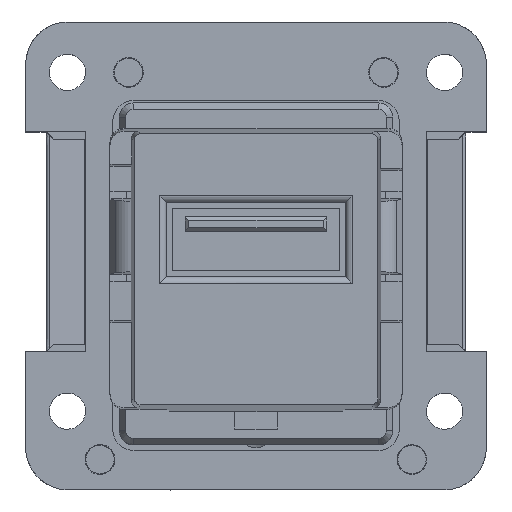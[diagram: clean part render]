
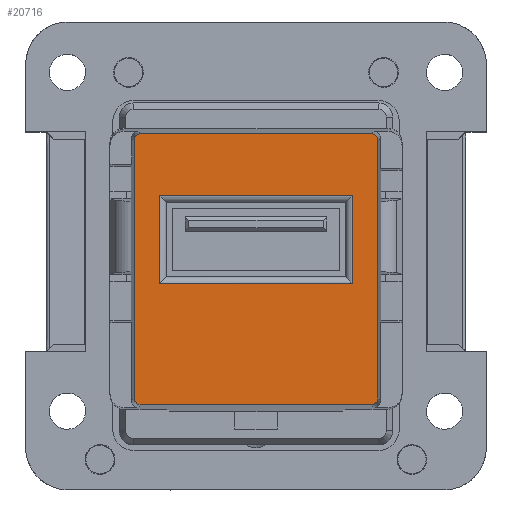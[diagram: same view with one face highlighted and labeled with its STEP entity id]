
A CAD part, top view. The second image highlights one B-rep face of the part: STEP entity #20716.
In plain terms, the highlighted planar face has unit normal (0, 0, 1).
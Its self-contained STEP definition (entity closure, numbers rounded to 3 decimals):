
#20612=AXIS2_PLACEMENT_3D('Plane Axis2P3D',#20609,#20610,#20611) ;
#15558=CARTESIAN_POINT('Vertex',(24.348,5.939,51.15)) ;
#15561=CARTESIAN_POINT('Line Origine',(16.25,5.939,51.15)) ;
#15565=CARTESIAN_POINT('Vertex',(8.152,5.939,51.15)) ;
#15699=CARTESIAN_POINT('Vertex',(8.152,25.071,51.15)) ;
#15702=CARTESIAN_POINT('Line Origine',(16.25,25.071,51.15)) ;
#15706=CARTESIAN_POINT('Vertex',(24.348,25.071,51.15)) ;
#20591=CARTESIAN_POINT('Vertex',(24.848,6.439,51.15)) ;
#20595=CARTESIAN_POINT('Control Point',(24.848,6.439,51.15)) ;
#20596=CARTESIAN_POINT('Control Point',(24.848,6.291,51.15)) ;
#20597=CARTESIAN_POINT('Control Point',(24.795,6.128,51.15)) ;
#20598=CARTESIAN_POINT('Control Point',(24.658,5.992,51.15)) ;
#20599=CARTESIAN_POINT('Control Point',(24.495,5.939,51.15)) ;
#20600=CARTESIAN_POINT('Control Point',(24.348,5.939,51.15)) ;
#20609=CARTESIAN_POINT('Axis2P3D Location',(16.25,15.505,51.15)) ;
#20615=CARTESIAN_POINT('Control Point',(8.152,5.939,51.15)) ;
#20616=CARTESIAN_POINT('Control Point',(8.094,5.939,51.15)) ;
#20617=CARTESIAN_POINT('Control Point',(8.033,5.947,51.15)) ;
#20618=CARTESIAN_POINT('Control Point',(7.972,5.966,51.15)) ;
#20619=CARTESIAN_POINT('Control Point',(7.855,6.024,51.15)) ;
#20620=CARTESIAN_POINT('Control Point',(7.761,6.117,51.15)) ;
#20621=CARTESIAN_POINT('Control Point',(7.722,6.172,51.15)) ;
#20622=CARTESIAN_POINT('Control Point',(7.679,6.259,51.15)) ;
#20623=CARTESIAN_POINT('Control Point',(7.659,6.351,51.15)) ;
#20624=CARTESIAN_POINT('Control Point',(7.655,6.38,51.15)) ;
#20625=CARTESIAN_POINT('Control Point',(7.652,6.41,51.15)) ;
#20626=CARTESIAN_POINT('Control Point',(7.652,6.439,51.15)) ;
#20627=CARTESIAN_POINT('Vertex',(7.652,6.439,51.15)) ;
#20630=CARTESIAN_POINT('Line Origine',(24.848,15.505,51.15)) ;
#20634=CARTESIAN_POINT('Vertex',(24.848,24.571,51.15)) ;
#20638=CARTESIAN_POINT('Control Point',(24.848,24.571,51.15)) ;
#20639=CARTESIAN_POINT('Control Point',(24.848,24.629,51.15)) ;
#20640=CARTESIAN_POINT('Control Point',(24.839,24.69,51.15)) ;
#20641=CARTESIAN_POINT('Control Point',(24.82,24.751,51.15)) ;
#20642=CARTESIAN_POINT('Control Point',(24.762,24.868,51.15)) ;
#20643=CARTESIAN_POINT('Control Point',(24.669,24.962,51.15)) ;
#20644=CARTESIAN_POINT('Control Point',(24.615,25.001,51.15)) ;
#20645=CARTESIAN_POINT('Control Point',(24.527,25.044,51.15)) ;
#20646=CARTESIAN_POINT('Control Point',(24.436,25.064,51.15)) ;
#20647=CARTESIAN_POINT('Control Point',(24.406,25.069,51.15)) ;
#20648=CARTESIAN_POINT('Control Point',(24.376,25.071,51.15)) ;
#20649=CARTESIAN_POINT('Control Point',(24.348,25.071,51.15)) ;
#20652=CARTESIAN_POINT('Control Point',(7.652,24.571,51.15)) ;
#20653=CARTESIAN_POINT('Control Point',(7.652,24.629,51.15)) ;
#20654=CARTESIAN_POINT('Control Point',(7.661,24.69,51.15)) ;
#20655=CARTESIAN_POINT('Control Point',(7.68,24.751,51.15)) ;
#20656=CARTESIAN_POINT('Control Point',(7.738,24.868,51.15)) ;
#20657=CARTESIAN_POINT('Control Point',(7.831,24.962,51.15)) ;
#20658=CARTESIAN_POINT('Control Point',(7.885,25.001,51.15)) ;
#20659=CARTESIAN_POINT('Control Point',(7.973,25.044,51.15)) ;
#20660=CARTESIAN_POINT('Control Point',(8.064,25.064,51.15)) ;
#20661=CARTESIAN_POINT('Control Point',(8.094,25.069,51.15)) ;
#20662=CARTESIAN_POINT('Control Point',(8.124,25.071,51.15)) ;
#20663=CARTESIAN_POINT('Control Point',(8.152,25.071,51.15)) ;
#20664=CARTESIAN_POINT('Vertex',(7.652,24.571,51.15)) ;
#20667=CARTESIAN_POINT('Line Origine',(7.652,15.505,51.15)) ;
#20682=CARTESIAN_POINT('Line Origine',(23.062,17.6,51.15)) ;
#20686=CARTESIAN_POINT('Vertex',(23.062,20.712,51.15)) ;
#20688=CARTESIAN_POINT('Vertex',(23.062,14.488,51.15)) ;
#20691=CARTESIAN_POINT('Line Origine',(16.25,14.488,51.15)) ;
#20695=CARTESIAN_POINT('Vertex',(9.438,14.488,51.15)) ;
#20698=CARTESIAN_POINT('Line Origine',(9.438,17.6,51.15)) ;
#20702=CARTESIAN_POINT('Vertex',(9.438,20.712,51.15)) ;
#20705=CARTESIAN_POINT('Line Origine',(16.25,20.712,51.15)) ;
#15562=DIRECTION('Vector Direction',(1.,0.,0.)) ;
#15703=DIRECTION('Vector Direction',(-1.,0.,0.)) ;
#20610=DIRECTION('Axis2P3D Direction',(0.,0.,1.)) ;
#20611=DIRECTION('Axis2P3D XDirection',(-1.,0.,0.)) ;
#20631=DIRECTION('Vector Direction',(0.,1.,0.)) ;
#20668=DIRECTION('Vector Direction',(0.,-1.,0.)) ;
#20683=DIRECTION('Vector Direction',(0.,-1.,0.)) ;
#20692=DIRECTION('Vector Direction',(-1.,0.,0.)) ;
#20699=DIRECTION('Vector Direction',(0.,1.,0.)) ;
#20706=DIRECTION('Vector Direction',(1.,0.,0.)) ;
#15563=VECTOR('Line Direction',#15562,1.) ;
#15704=VECTOR('Line Direction',#15703,1.) ;
#20632=VECTOR('Line Direction',#20631,1.) ;
#20669=VECTOR('Line Direction',#20668,1.) ;
#20684=VECTOR('Line Direction',#20683,1.) ;
#20693=VECTOR('Line Direction',#20692,1.) ;
#20700=VECTOR('Line Direction',#20699,1.) ;
#20707=VECTOR('Line Direction',#20706,1.) ;
#20673=ORIENTED_EDGE('',*,*,#20629,.F.) ;
#20674=ORIENTED_EDGE('',*,*,#15567,.T.) ;
#20675=ORIENTED_EDGE('',*,*,#20601,.F.) ;
#20676=ORIENTED_EDGE('',*,*,#20636,.T.) ;
#20677=ORIENTED_EDGE('',*,*,#20650,.T.) ;
#20678=ORIENTED_EDGE('',*,*,#15708,.T.) ;
#20679=ORIENTED_EDGE('',*,*,#20666,.F.) ;
#20680=ORIENTED_EDGE('',*,*,#20671,.T.) ;
#20711=ORIENTED_EDGE('',*,*,#20690,.T.) ;
#20712=ORIENTED_EDGE('',*,*,#20697,.T.) ;
#20713=ORIENTED_EDGE('',*,*,#20704,.T.) ;
#20714=ORIENTED_EDGE('',*,*,#20709,.T.) ;
#20715=FACE_BOUND('',#20710,.T.) ;
#20716=ADVANCED_FACE('Hauptk\X2\00F6\X0\rper',(#20681,#20715),#20613,.T.) ;
#20594=B_SPLINE_CURVE_WITH_KNOTS('',5,(#20595,#20596,#20597,#20598,#20599,#20600),.UNSPECIFIED.,.F.,.U.,(6,6),(0.,1.178),.UNSPECIFIED.) ;
#20614=B_SPLINE_CURVE_WITH_KNOTS('',5,(#20615,#20616,#20617,#20618,#20619,#20620,#20621,#20622,#20623,#20624,#20625,#20626),.UNSPECIFIED.,.F.,.U.,(6,3,3,6),(0.,0.469,0.948,1.179),.UNSPECIFIED.) ;
#20637=B_SPLINE_CURVE_WITH_KNOTS('',5,(#20638,#20639,#20640,#20641,#20642,#20643,#20644,#20645,#20646,#20647,#20648,#20649),.UNSPECIFIED.,.F.,.U.,(6,3,3,6),(0.,0.469,0.948,1.179),.UNSPECIFIED.) ;
#20651=B_SPLINE_CURVE_WITH_KNOTS('',5,(#20652,#20653,#20654,#20655,#20656,#20657,#20658,#20659,#20660,#20661,#20662,#20663),.UNSPECIFIED.,.F.,.U.,(6,3,3,6),(0.,0.469,0.948,1.179),.UNSPECIFIED.) ;
#15567=EDGE_CURVE('',#15566,#15559,#15564,.T.) ;
#15708=EDGE_CURVE('',#15707,#15700,#15705,.T.) ;
#20601=EDGE_CURVE('',#20592,#15559,#20594,.T.) ;
#20629=EDGE_CURVE('',#15566,#20628,#20614,.T.) ;
#20636=EDGE_CURVE('',#20592,#20635,#20633,.T.) ;
#20650=EDGE_CURVE('',#20635,#15707,#20637,.T.) ;
#20666=EDGE_CURVE('',#20665,#15700,#20651,.T.) ;
#20671=EDGE_CURVE('',#20665,#20628,#20670,.T.) ;
#20690=EDGE_CURVE('',#20687,#20689,#20685,.T.) ;
#20697=EDGE_CURVE('',#20689,#20696,#20694,.T.) ;
#20704=EDGE_CURVE('',#20696,#20703,#20701,.T.) ;
#20709=EDGE_CURVE('',#20703,#20687,#20708,.T.) ;
#20672=EDGE_LOOP('',(#20673,#20674,#20675,#20676,#20677,#20678,#20679,#20680)) ;
#20710=EDGE_LOOP('',(#20711,#20712,#20713,#20714)) ;
#20681=FACE_OUTER_BOUND('',#20672,.T.) ;
#15564=LINE('Line',#15561,#15563) ;
#15705=LINE('Line',#15702,#15704) ;
#20633=LINE('Line',#20630,#20632) ;
#20670=LINE('Line',#20667,#20669) ;
#20685=LINE('Line',#20682,#20684) ;
#20694=LINE('Line',#20691,#20693) ;
#20701=LINE('Line',#20698,#20700) ;
#20708=LINE('Line',#20705,#20707) ;
#20613=PLANE('',#20612) ;
#15559=VERTEX_POINT('',#15558) ;
#15566=VERTEX_POINT('',#15565) ;
#15700=VERTEX_POINT('',#15699) ;
#15707=VERTEX_POINT('',#15706) ;
#20592=VERTEX_POINT('',#20591) ;
#20628=VERTEX_POINT('',#20627) ;
#20635=VERTEX_POINT('',#20634) ;
#20665=VERTEX_POINT('',#20664) ;
#20687=VERTEX_POINT('',#20686) ;
#20689=VERTEX_POINT('',#20688) ;
#20696=VERTEX_POINT('',#20695) ;
#20703=VERTEX_POINT('',#20702) ;
